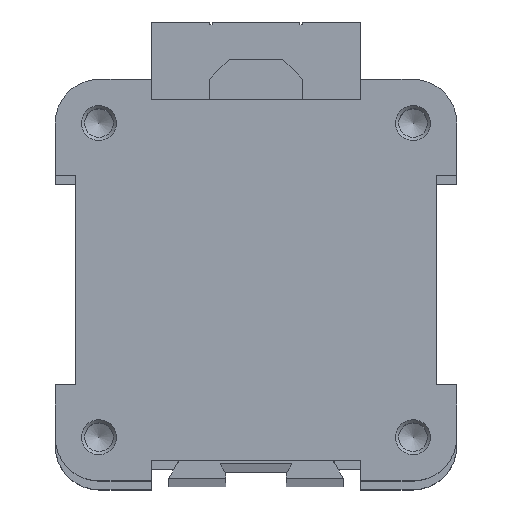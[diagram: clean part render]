
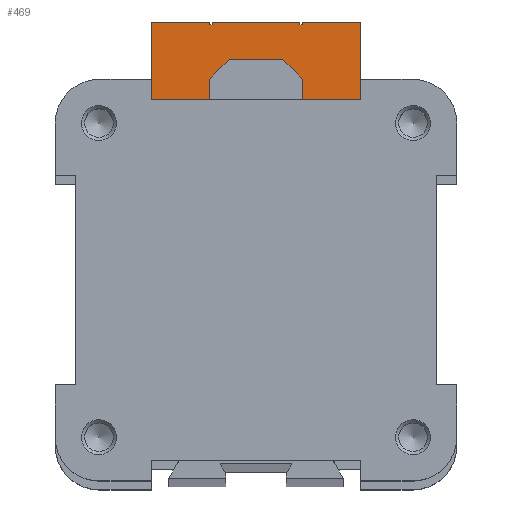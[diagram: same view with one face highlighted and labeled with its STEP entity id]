
A CAD part, top view. The second image highlights one B-rep face of the part: STEP entity #469.
In plain terms, the highlighted planar face has unit normal (0, 0, 1).
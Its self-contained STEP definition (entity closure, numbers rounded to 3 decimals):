
#469 = ADVANCED_FACE( '', ( #1032 ), #1033, .T. );
#1032 = FACE_OUTER_BOUND( '', #1731, .T. );
#1033 = PLANE( '', #1732 );
#1731 = EDGE_LOOP( '', ( #2880, #2881, #2882, #2883, #2884, #2885, #2886, #2887, #2888, #2889, #2890, #2891, #2892, #2893, #2894, #2895 ) );
#1732 = AXIS2_PLACEMENT_3D( '', #2896, #2897, #2898 );
#2880 = ORIENTED_EDGE( '', *, *, #4444, .T. );
#2881 = ORIENTED_EDGE( '', *, *, #4220, .T. );
#2882 = ORIENTED_EDGE( '', *, *, #4069, .T. );
#2883 = ORIENTED_EDGE( '', *, *, #4445, .T. );
#2884 = ORIENTED_EDGE( '', *, *, #4446, .T. );
#2885 = ORIENTED_EDGE( '', *, *, #4447, .T. );
#2886 = ORIENTED_EDGE( '', *, *, #4448, .T. );
#2887 = ORIENTED_EDGE( '', *, *, #4357, .T. );
#2888 = ORIENTED_EDGE( '', *, *, #4327, .T. );
#2889 = ORIENTED_EDGE( '', *, *, #4341, .T. );
#2890 = ORIENTED_EDGE( '', *, *, #4449, .T. );
#2891 = ORIENTED_EDGE( '', *, *, #4314, .T. );
#2892 = ORIENTED_EDGE( '', *, *, #4450, .T. );
#2893 = ORIENTED_EDGE( '', *, *, #4095, .T. );
#2894 = ORIENTED_EDGE( '', *, *, #4451, .T. );
#2895 = ORIENTED_EDGE( '', *, *, #4452, .T. );
#2896 = CARTESIAN_POINT( '', ( 0., 0., 376. ) );
#2897 = DIRECTION( '', ( 0., 0., 1. ) );
#2898 = DIRECTION( '', ( 1., 0., 0. ) );
#4069 = EDGE_CURVE( '', #4829, #4827, #4830, .T. );
#4095 = EDGE_CURVE( '', #4873, #4871, #4874, .T. );
#4220 = EDGE_CURVE( '', #5092, #4829, #5093, .T. );
#4314 = EDGE_CURVE( '', #5249, #5247, #5250, .T. );
#4327 = EDGE_CURVE( '', #5264, #5262, #5265, .T. );
#4341 = EDGE_CURVE( '', #5262, #5283, #5285, .T. );
#4357 = EDGE_CURVE( '', #5306, #5264, #5307, .T. );
#4444 = EDGE_CURVE( '', #5439, #5092, #5440, .T. );
#4445 = EDGE_CURVE( '', #4827, #5441, #5442, .T. );
#4446 = EDGE_CURVE( '', #5441, #5443, #5444, .T. );
#4447 = EDGE_CURVE( '', #5443, #5445, #5446, .T. );
#4448 = EDGE_CURVE( '', #5445, #5306, #5447, .T. );
#4449 = EDGE_CURVE( '', #5283, #5249, #5448, .T. );
#4450 = EDGE_CURVE( '', #5247, #4873, #5449, .T. );
#4451 = EDGE_CURVE( '', #4871, #5450, #5451, .T. );
#4452 = EDGE_CURVE( '', #5450, #5439, #5452, .T. );
#4827 = VERTEX_POINT( '', #5925 );
#4829 = VERTEX_POINT( '', #5928 );
#4830 = LINE( '', #5929, #5930 );
#4871 = VERTEX_POINT( '', #5987 );
#4873 = VERTEX_POINT( '', #5990 );
#4874 = LINE( '', #5991, #5992 );
#5092 = VERTEX_POINT( '', #6297 );
#5093 = LINE( '', #6298, #6299 );
#5247 = VERTEX_POINT( '', #6517 );
#5249 = VERTEX_POINT( '', #6520 );
#5250 = LINE( '', #6521, #6522 );
#5262 = VERTEX_POINT( '', #6535 );
#5264 = VERTEX_POINT( '', #6538 );
#5265 = LINE( '', #6539, #6540 );
#5283 = VERTEX_POINT( '', #6565 );
#5285 = LINE( '', #6568, #6569 );
#5306 = VERTEX_POINT( '', #6596 );
#5307 = LINE( '', #6597, #6598 );
#5439 = VERTEX_POINT( '', #6781 );
#5440 = LINE( '', #6782, #6783 );
#5441 = VERTEX_POINT( '', #6784 );
#5442 = CIRCLE( '', #6785, 20. );
#5443 = VERTEX_POINT( '', #6786 );
#5444 = LINE( '', #6787, #6788 );
#5445 = VERTEX_POINT( '', #6789 );
#5446 = LINE( '', #6790, #6791 );
#5447 = LINE( '', #6792, #6793 );
#5448 = LINE( '', #6794, #6795 );
#5449 = LINE( '', #6796, #6797 );
#5450 = VERTEX_POINT( '', #6798 );
#5451 = LINE( '', #6799, #6800 );
#5452 = LINE( '', #6801, #6802 );
#5925 = CARTESIAN_POINT( '', ( -4., 19.596, 376. ) );
#5928 = CARTESIAN_POINT( '', ( -4., 29., 376. ) );
#5929 = CARTESIAN_POINT( '', ( -4., 29., 376. ) );
#5930 = VECTOR( '', #7386, 1000. );
#5987 = CARTESIAN_POINT( '', ( -8., 44., 376. ) );
#5990 = CARTESIAN_POINT( '', ( -7.5, 44., 376. ) );
#5991 = CARTESIAN_POINT( '', ( -7.5, 44., 376. ) );
#5992 = VECTOR( '', #7410, 1000. );
#6297 = CARTESIAN_POINT( '', ( -18., 29., 376. ) );
#6298 = CARTESIAN_POINT( '', ( -18., 29., 376. ) );
#6299 = VECTOR( '', #7546, 1000. );
#6517 = CARTESIAN_POINT( '', ( -7.5, 44.5, 376. ) );
#6520 = CARTESIAN_POINT( '', ( 7.5, 44.5, 376. ) );
#6521 = CARTESIAN_POINT( '', ( 7.5, 44.5, 376. ) );
#6522 = VECTOR( '', #7660, 1000. );
#6535 = CARTESIAN_POINT( '', ( 8., 44., 376. ) );
#6538 = CARTESIAN_POINT( '', ( 8., 44.5, 376. ) );
#6539 = CARTESIAN_POINT( '', ( 8., 44.5, 376. ) );
#6540 = VECTOR( '', #7672, 1000. );
#6565 = CARTESIAN_POINT( '', ( 7.5, 44., 376. ) );
#6568 = CARTESIAN_POINT( '', ( 8., 44., 376. ) );
#6569 = VECTOR( '', #7684, 1000. );
#6596 = CARTESIAN_POINT( '', ( 18., 44.5, 376. ) );
#6597 = CARTESIAN_POINT( '', ( 18., 44.5, 376. ) );
#6598 = VECTOR( '', #7700, 1000. );
#6781 = CARTESIAN_POINT( '', ( -18., 44.5, 376. ) );
#6782 = CARTESIAN_POINT( '', ( -18., 44.5, 376. ) );
#6783 = VECTOR( '', #7788, 1000. );
#6784 = CARTESIAN_POINT( '', ( 4., 19.596, 376. ) );
#6785 = AXIS2_PLACEMENT_3D( '', #7789, #7790, #7791 );
#6786 = CARTESIAN_POINT( '', ( 4., 29., 376. ) );
#6787 = CARTESIAN_POINT( '', ( 4., 19.596, 376. ) );
#6788 = VECTOR( '', #7792, 1000. );
#6789 = CARTESIAN_POINT( '', ( 18., 29., 376. ) );
#6790 = CARTESIAN_POINT( '', ( -18., 29., 376. ) );
#6791 = VECTOR( '', #7793, 1000. );
#6792 = CARTESIAN_POINT( '', ( 18., 29., 376. ) );
#6793 = VECTOR( '', #7794, 1000. );
#6794 = CARTESIAN_POINT( '', ( 7.5, 44., 376. ) );
#6795 = VECTOR( '', #7795, 1000. );
#6796 = CARTESIAN_POINT( '', ( -7.5, 44.5, 376. ) );
#6797 = VECTOR( '', #7796, 1000. );
#6798 = CARTESIAN_POINT( '', ( -8., 44.5, 376. ) );
#6799 = CARTESIAN_POINT( '', ( -8., 44., 376. ) );
#6800 = VECTOR( '', #7797, 1000. );
#6801 = CARTESIAN_POINT( '', ( -8., 44.5, 376. ) );
#6802 = VECTOR( '', #7798, 1000. );
#7386 = DIRECTION( '', ( 0., -1., 0. ) );
#7410 = DIRECTION( '', ( -1., 0., 0. ) );
#7546 = DIRECTION( '', ( 1., 0., 0. ) );
#7660 = DIRECTION( '', ( -1., 0., 0. ) );
#7672 = DIRECTION( '', ( 0., -1., 0. ) );
#7684 = DIRECTION( '', ( -1., 0., 0. ) );
#7700 = DIRECTION( '', ( -1., 0., 0. ) );
#7788 = DIRECTION( '', ( 0., -1., 0. ) );
#7789 = CARTESIAN_POINT( '', ( 0., 0., 376. ) );
#7790 = DIRECTION( '', ( 0., 0., 1. ) );
#7791 = DIRECTION( '', ( 1., 0., 0. ) );
#7792 = DIRECTION( '', ( 0., 1., 0. ) );
#7793 = DIRECTION( '', ( 1., 0., 0. ) );
#7794 = DIRECTION( '', ( 0., 1., 0. ) );
#7795 = DIRECTION( '', ( 0., 1., 0. ) );
#7796 = DIRECTION( '', ( 0., -1., 0. ) );
#7797 = DIRECTION( '', ( 0., 1., 0. ) );
#7798 = DIRECTION( '', ( -1., 0., 0. ) );
